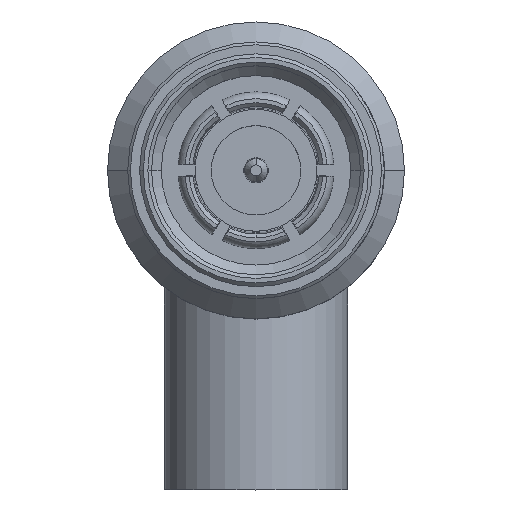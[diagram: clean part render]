
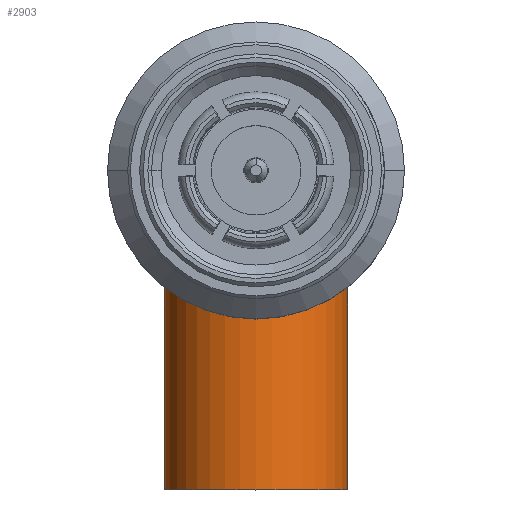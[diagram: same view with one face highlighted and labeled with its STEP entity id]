
A CAD part, top view. The second image highlights one B-rep face of the part: STEP entity #2903.
In plain terms, the highlighted cylindrical face has radius 5 mm (diameter 10 mm), a partial arc.
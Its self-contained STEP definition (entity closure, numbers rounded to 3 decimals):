
#126 = ORIENTED_EDGE ( 'NONE', *, *, #15719, .F. ) ;
#249 = VERTEX_POINT ( 'NONE', #10111 ) ;
#481 = CARTESIAN_POINT ( 'NONE',  ( 5., -17.4, -20.5 ) ) ;
#604 = CIRCLE ( 'NONE', #12608, 5. ) ;
#820 = LINE ( 'NONE', #10314, #8852 ) ;
#940 = DIRECTION ( 'NONE',  ( 0., -1., 0. ) ) ;
#1564 = FACE_OUTER_BOUND ( 'NONE', #2619, .T. ) ;
#2619 = EDGE_LOOP ( 'NONE', ( #14914, #5346, #10027, #126 ) ) ;
#2903 = ADVANCED_FACE ( 'NONE', ( #1564 ), #7187, .T. ) ;
#4717 = VERTEX_POINT ( 'NONE', #481 ) ;
#5076 = CARTESIAN_POINT ( 'NONE',  ( 5., -6., -20.5 ) ) ;
#5346 = ORIENTED_EDGE ( 'NONE', *, *, #5723, .T. ) ;
#5723 = EDGE_CURVE ( 'NONE', #11779, #249, #12719, .T. ) ;
#6172 = CARTESIAN_POINT ( 'NONE',  ( 0., -6., -20.5 ) ) ;
#6551 = AXIS2_PLACEMENT_3D ( 'NONE', #16726, #16655, #7648 ) ;
#7187 = CYLINDRICAL_SURFACE ( 'NONE', #6551, 5. ) ;
#7648 = DIRECTION ( 'NONE',  ( 1., 0., 0. ) ) ;
#7677 = DIRECTION ( 'NONE',  ( 1., 0., 0. ) ) ;
#8347 = DIRECTION ( 'NONE',  ( 0., -1., 0. ) ) ;
#8852 = VECTOR ( 'NONE', #940, 1000. ) ;
#9030 = VERTEX_POINT ( 'NONE', #5076 ) ;
#9132 = VECTOR ( 'NONE', #11594, 1000. ) ;
#10027 = ORIENTED_EDGE ( 'NONE', *, *, #15624, .F. ) ;
#10111 = CARTESIAN_POINT ( 'NONE',  ( -5., -17.4, -20.5 ) ) ;
#10314 = CARTESIAN_POINT ( 'NONE',  ( 5., -20.374, -20.5 ) ) ;
#11035 = AXIS2_PLACEMENT_3D ( 'NONE', #6172, #16758, #7677 ) ;
#11522 = CIRCLE ( 'NONE', #11035, 5. ) ;
#11594 = DIRECTION ( 'NONE',  ( 0., -1., 0. ) ) ;
#11779 = VERTEX_POINT ( 'NONE', #16223 ) ;
#12608 = AXIS2_PLACEMENT_3D ( 'NONE', #17423, #8347, #18923 ) ;
#12719 = LINE ( 'NONE', #19116, #9132 ) ;
#14695 = EDGE_CURVE ( 'NONE', #9030, #11779, #11522, .T. ) ;
#14914 = ORIENTED_EDGE ( 'NONE', *, *, #14695, .T. ) ;
#15624 = EDGE_CURVE ( 'NONE', #4717, #249, #604, .T. ) ;
#15719 = EDGE_CURVE ( 'NONE', #9030, #4717, #820, .T. ) ;
#16223 = CARTESIAN_POINT ( 'NONE',  ( -5., -6., -20.5 ) ) ;
#16655 = DIRECTION ( 'NONE',  ( 0., -1., 0. ) ) ;
#16726 = CARTESIAN_POINT ( 'NONE',  ( 0., -20.374, -20.5 ) ) ;
#16758 = DIRECTION ( 'NONE',  ( 0., -1., 0. ) ) ;
#17423 = CARTESIAN_POINT ( 'NONE',  ( 0., -17.4, -20.5 ) ) ;
#18923 = DIRECTION ( 'NONE',  ( 1., 0., 0. ) ) ;
#19116 = CARTESIAN_POINT ( 'NONE',  ( -5., -20.374, -20.5 ) ) ;
